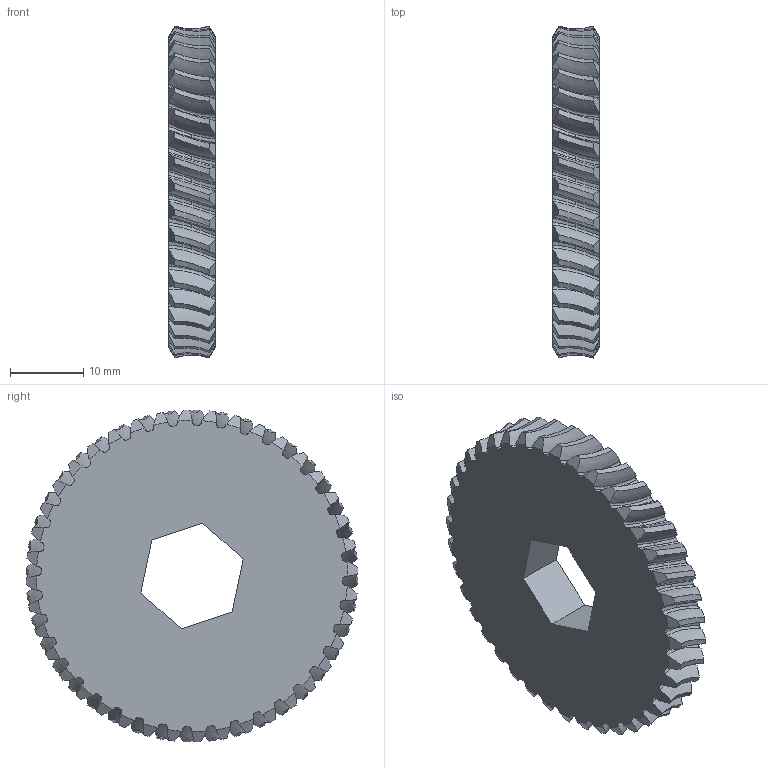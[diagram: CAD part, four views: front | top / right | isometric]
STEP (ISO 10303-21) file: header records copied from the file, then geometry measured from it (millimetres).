
FILE_DESCRIPTION (( 'STEP AP214' ), '1' );
FILE_NAME ('am-2366 Worm Gear for RAW Box.STEP', '2016-04-13T14:43:36', ( '' ), ( '' ), 'SwSTEP 2.0', 'SolidWorks 2014', '' );
FILE_SCHEMA (( 'AUTOMOTIVE_DESIGN' ));
Length unit declared in the file: inch
Products named in the file (1): am-2366 Worm Gear for RAW Box
Bounding box: 6.35 x 45.18 x 45.18 mm (x, y, z)
Volume: 8094.2 mm3; surface area: 4505.2 mm2
Topology: 1 solids, 1 shells, 371 faces, 1107 edges, 738 vertices
Faces by surface type: bspline 200, cone 83, torus 80, plane 8
Entity records: 27898 total; most frequent: CARTESIAN_POINT 20033, ORIENTED_EDGE 2214, EDGE_CURVE 1107, B_SPLINE_CURVE_WITH_KNOTS 883, DIRECTION 771, VERTEX_POINT 738, AXIS2_PLACEMENT_3D 375, EDGE_LOOP 373
